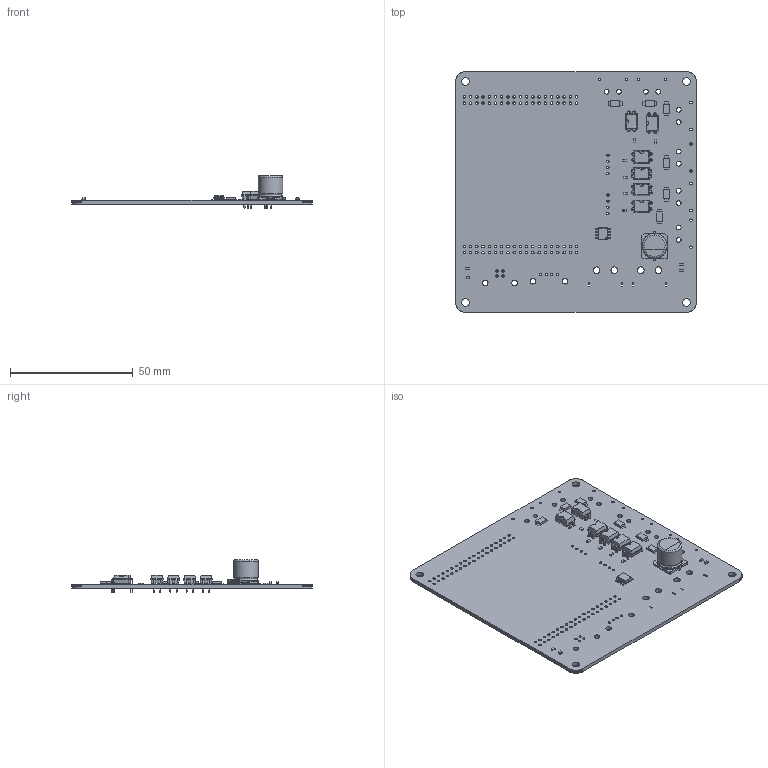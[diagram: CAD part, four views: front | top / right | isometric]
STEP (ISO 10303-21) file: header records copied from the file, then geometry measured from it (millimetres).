
FILE_DESCRIPTION(('KiCad electronic assembly'),'2;1');
FILE_NAME('DD_v6.step','2024-06-19T22:17:09',('Pcbnew'),('Kicad'), 'Open CASCADE STEP processor 7.6','KiCad to STEP converter','Unknown' );
FILE_SCHEMA(('AUTOMOTIVE_DESIGN { 1 0 10303 214 1 1 1 1 }'));
Length unit declared in the file: millimetre
Products named in the file (14): DD_v6 1; RF201LAM2STR; COMPOUND; R_0603_1608Metric; SOLID; NE555DR; DIP-4_W7.62mm; CP_Elec_10x10; LED_0603_1608Metric; DD_v6 PCB
Assembly tree (31 placements, depth 3):
  DD_v6 1
    RF201LAM2STR  x6
      COMPOUND
    R_0603_1608Metric  x8
      SOLID
    NE555DR
      COMPOUND
    DIP-4_W7.62mm  x6
      SOLID
    CP_Elec_10x10
      SOLID
    LED_0603_1608Metric  x2
      SOLID
    DD_v6 PCB
Bounding box: 98 x 98 x 13.3 mm (x, y, z)
Volume: 16270.7 mm3; surface area: 22235.9 mm2
Topology: 45 solids, 45 shells, 1367 faces, 3588 edges, 2315 vertices
Faces by surface type: plane 935, cylinder 329, bspline 98, torus 4, revolution 1
Full cylindrical faces by diameter (mm): 0.487 x1, 0.8 x24, 0.95 x16, 1 x88, 1.9 x12, 2.3 x4, 2.7 x4, 3.2 x4, 10 x2
Entity records: 47871 total; most frequent: CARTESIAN_POINT 10724, DIRECTION 6587, LINE 4316, VECTOR 4316, ORIENTED_EDGE 3518, PCURVE 3518, DEFINITIONAL_REPRESENTATION 3518, EDGE_CURVE 1759
